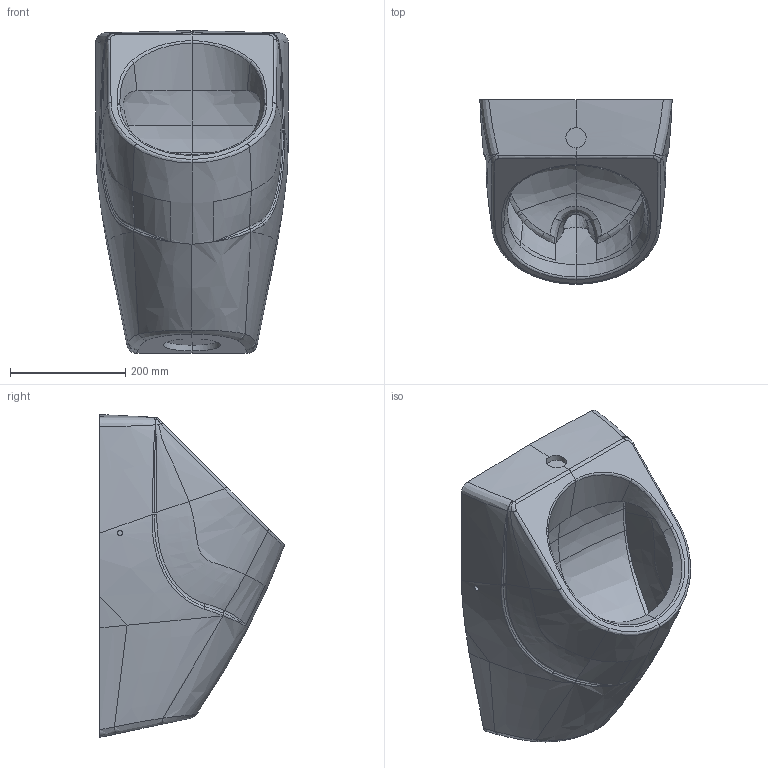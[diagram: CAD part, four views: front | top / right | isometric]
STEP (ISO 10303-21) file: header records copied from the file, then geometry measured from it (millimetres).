
FILE_DESCRIPTION(/* description */ (''),/* implementation_level */ '2;1');
FILE_NAME(/* name */ '752300.stp',/* time_stamp */ '2025-07-24T12:00:56+02:00',/* author */ (''),/* organization */ (''),/* preprocessor_version */ 'ST-DEVELOPER v18.1',/* originating_system */ 'SIEMENS PLM Software NX 1973',/* authorisation */ '');
FILE_SCHEMA (('AUTOMOTIVE_DESIGN { 1 0 10303 214 3 1 1 1 }'));
Length unit declared in the file: millimetre
Products named in the file (1): Muel0F08C38Ew1v1
Bounding box: 333.39 x 319.72 x 559.55 mm (x, y, z)
Volume: 22131781.9 mm3; surface area: 804123.1 mm2
Topology: 1 solids, 1 shells, 180 faces, 489 edges, 306 vertices
Faces by surface type: bspline 165, plane 6, cylinder 5, extrusion 4
Full cylindrical faces by diameter (mm): 9 x2, 35 x1
Entity records: 28853 total; most frequent: CARTESIAN_POINT 25827, ORIENTED_EDGE 950, EDGE_CURVE 475, B_SPLINE_CURVE_WITH_KNOTS 424, VERTEX_POINT 303, EDGE_LOOP 186, ADVANCED_FACE 180, FACE_OUTER_BOUND 174
